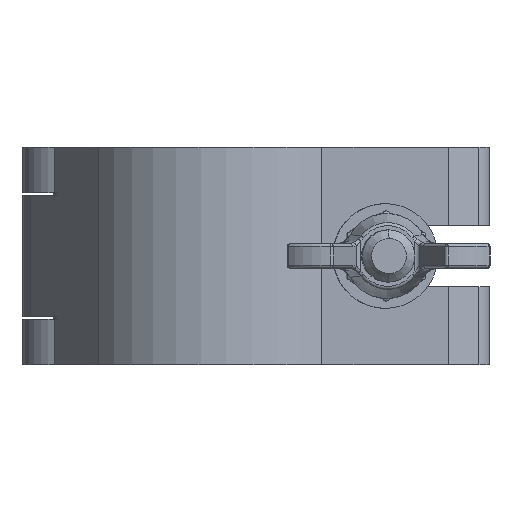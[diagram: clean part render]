
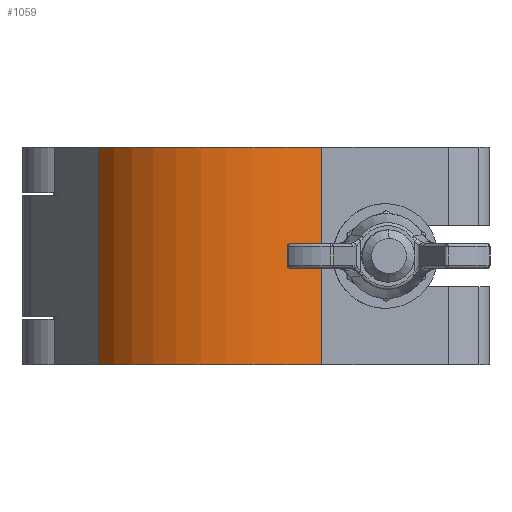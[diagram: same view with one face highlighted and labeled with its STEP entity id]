
A CAD part, front view. The second image highlights one B-rep face of the part: STEP entity #1059.
In plain terms, the highlighted cylindrical face has radius 35.4 mm (diameter 70.8 mm), a partial arc.
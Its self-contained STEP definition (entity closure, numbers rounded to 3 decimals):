
#474 = FACE_OUTER_BOUND ( 'NONE', #1377, .T. ) ;
#522 = CARTESIAN_POINT ( 'NONE',  ( 47., 25.18, -24.95 ) ) ;
#811 = EDGE_CURVE ( 'NONE', #1363, #1306, #5760, .T. ) ;
#1059 = ADVANCED_FACE ( 'NONE', ( #474 ), #3914, .T. ) ;
#1306 = VERTEX_POINT ( 'NONE', #7101 ) ;
#1363 = VERTEX_POINT ( 'NONE', #4503 ) ;
#1377 = EDGE_LOOP ( 'NONE', ( #4658, #6340, #3072, #9418 ) ) ;
#1392 = CARTESIAN_POINT ( 'NONE',  ( 47., 25.18, 24.95 ) ) ;
#2032 = DIRECTION ( 'NONE',  ( 0., 0., 1. ) ) ;
#2526 = DIRECTION ( 'NONE',  ( 0., 0., 1. ) ) ;
#2745 = AXIS2_PLACEMENT_3D ( 'NONE', #3866, #2526, #8511 ) ;
#2905 = DIRECTION ( 'NONE',  ( 0., 0., -1. ) ) ;
#3052 = EDGE_CURVE ( 'NONE', #1363, #7456, #5951, .T. ) ;
#3072 = ORIENTED_EDGE ( 'NONE', *, *, #3052, .F. ) ;
#3240 = CIRCLE ( 'NONE', #9426, 35.4 ) ;
#3260 = CARTESIAN_POINT ( 'NONE',  ( 67.5, 54.04, 24.95 ) ) ;
#3272 = LINE ( 'NONE', #4551, #6730 ) ;
#3866 = CARTESIAN_POINT ( 'NONE',  ( 47., 25.18, 24.95 ) ) ;
#3914 = CYLINDRICAL_SURFACE ( 'NONE', #8676, 35.4 ) ;
#4002 = DIRECTION ( 'NONE',  ( 0., 0., -1. ) ) ;
#4202 = EDGE_CURVE ( 'NONE', #1306, #6576, #3240, .T. ) ;
#4361 = CARTESIAN_POINT ( 'NONE',  ( 16.54, 43.218, -24.95 ) ) ;
#4503 = CARTESIAN_POINT ( 'NONE',  ( 67.5, 54.04, 24.95 ) ) ;
#4551 = CARTESIAN_POINT ( 'NONE',  ( 16.54, 43.218, 24.95 ) ) ;
#4658 = ORIENTED_EDGE ( 'NONE', *, *, #4202, .T. ) ;
#5613 = CARTESIAN_POINT ( 'NONE',  ( 16.54, 43.218, 24.95 ) ) ;
#5760 = LINE ( 'NONE', #3260, #5985 ) ;
#5900 = DIRECTION ( 'NONE',  ( 1., 0., 0. ) ) ;
#5951 = CIRCLE ( 'NONE', #2745, 35.4 ) ;
#5985 = VECTOR ( 'NONE', #4002, 1000. ) ;
#6041 = DIRECTION ( 'NONE',  ( 0., 0., -1. ) ) ;
#6340 = ORIENTED_EDGE ( 'NONE', *, *, #8276, .F. ) ;
#6576 = VERTEX_POINT ( 'NONE', #4361 ) ;
#6730 = VECTOR ( 'NONE', #6041, 1000. ) ;
#7101 = CARTESIAN_POINT ( 'NONE',  ( 67.5, 54.04, -24.95 ) ) ;
#7456 = VERTEX_POINT ( 'NONE', #5613 ) ;
#8181 = DIRECTION ( 'NONE',  ( -1., 0., 0. ) ) ;
#8276 = EDGE_CURVE ( 'NONE', #7456, #6576, #3272, .T. ) ;
#8511 = DIRECTION ( 'NONE',  ( 1., 0., 0. ) ) ;
#8676 = AXIS2_PLACEMENT_3D ( 'NONE', #1392, #2905, #8181 ) ;
#9418 = ORIENTED_EDGE ( 'NONE', *, *, #811, .T. ) ;
#9426 = AXIS2_PLACEMENT_3D ( 'NONE', #522, #2032, #5900 ) ;
